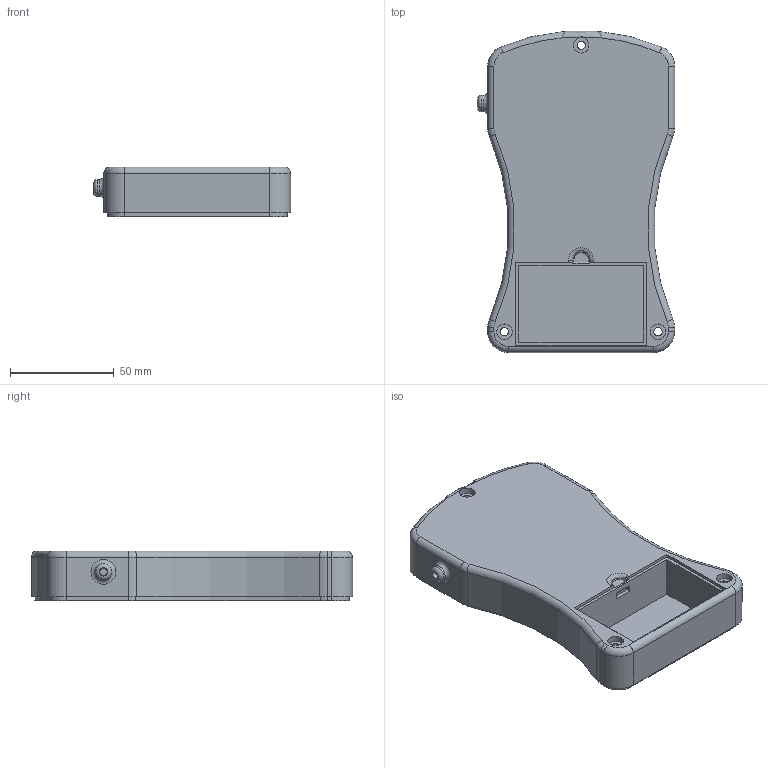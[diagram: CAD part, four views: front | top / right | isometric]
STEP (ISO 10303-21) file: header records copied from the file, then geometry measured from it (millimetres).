
FILE_DESCRIPTION(/* description */ (''),/* implementation_level */ '2;1');
FILE_NAME(/* name */ '',/* time_stamp */ '2025-09-16T09:56:55+02:00',/* author */ ('brodaric'),/* organization */ (''),/* preprocessor_version */ 'ST-DEVELOPER v20',/* originating_system */ 'Autodesk Inventor 2025',/* authorisation */ '');
FILE_SCHEMA (('AUTOMOTIVE_DESIGN { 1 0 10303 214 3 1 1 }'));
Length unit declared in the file: millimetre
Products named in the file (1): Dno škatle
Bounding box: 95 x 154.68 x 24 mm (x, y, z)
Volume: 77884.5 mm3; surface area: 51368.8 mm2
Topology: 1 solids, 1 shells, 223 faces, 546 edges, 341 vertices
Faces by surface type: cylinder 93, plane 78, torus 34, bspline 16, cone 2
Full cylindrical faces by diameter (mm): 2 x2, 3 x4, 3.5 x1, 4 x3, 5 x2, 6 x4, 7.5 x3, 8 x1
Entity records: 8006 total; most frequent: CARTESIAN_POINT 2635, DIRECTION 1164, ORIENTED_EDGE 1080, EDGE_CURVE 540, AXIS2_PLACEMENT_3D 456, VERTEX_POINT 341, EDGE_LOOP 255, LINE 252
